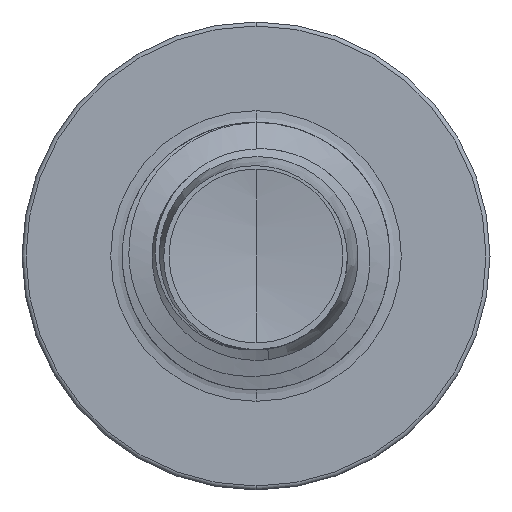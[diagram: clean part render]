
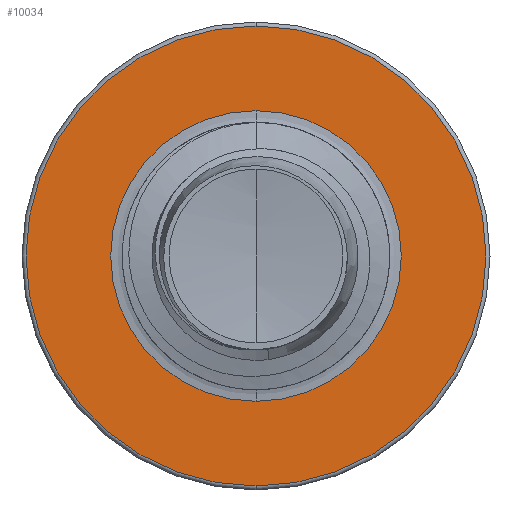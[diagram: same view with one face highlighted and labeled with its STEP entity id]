
A CAD part, front view. The second image highlights one B-rep face of the part: STEP entity #10034.
In plain terms, the highlighted planar face has unit normal (0, -1, 0).
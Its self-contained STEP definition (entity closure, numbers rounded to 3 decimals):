
#260 = DIRECTION ( 'NONE',  ( 0., 0., 1. ) ) ;
#1515 = VERTEX_POINT ( 'NONE', #13082 ) ;
#1889 = DIRECTION ( 'NONE',  ( 0., 0., 1. ) ) ;
#1893 = DIRECTION ( 'NONE',  ( 0., 1., 0. ) ) ;
#1915 = CARTESIAN_POINT ( 'NONE',  ( 0., 6.5, 0. ) ) ;
#1928 = CARTESIAN_POINT ( 'NONE',  ( 0., 6.5, 3.44 ) ) ;
#1935 = CARTESIAN_POINT ( 'NONE',  ( 0., 6.5, -2.174 ) ) ;
#2143 = EDGE_CURVE ( 'NONE', #8469, #13990, #8750, .T. ) ;
#3375 = PLANE ( 'NONE',  #14597 ) ;
#3447 = DIRECTION ( 'NONE',  ( 0., 1., 0. ) ) ;
#3785 = CIRCLE ( 'NONE', #13687, 2.174 ) ;
#3798 = CARTESIAN_POINT ( 'NONE',  ( 0., 6.5, -2.174 ) ) ;
#3943 = AXIS2_PLACEMENT_3D ( 'NONE', #8247, #8230, #8227 ) ;
#4690 = DIRECTION ( 'NONE',  ( 0., 1., 0. ) ) ;
#4891 = CIRCLE ( 'NONE', #9850, 3.44 ) ;
#5931 = AXIS2_PLACEMENT_3D ( 'NONE', #15070, #8608, #260 ) ;
#6943 = FACE_BOUND ( 'NONE', #9613, .T. ) ;
#7060 = FACE_OUTER_BOUND ( 'NONE', #11015, .T. ) ;
#7426 = ORIENTED_EDGE ( 'NONE', *, *, #2143, .F. ) ;
#8043 = CARTESIAN_POINT ( 'NONE',  ( 0., 6.5, -3.44 ) ) ;
#8227 = DIRECTION ( 'NONE',  ( 0., 0., 1. ) ) ;
#8230 = DIRECTION ( 'NONE',  ( 0., 1., 0. ) ) ;
#8247 = CARTESIAN_POINT ( 'NONE',  ( 0., 6.5, 0. ) ) ;
#8304 = EDGE_CURVE ( 'NONE', #1515, #12778, #3785, .T. ) ;
#8469 = VERTEX_POINT ( 'NONE', #1928 ) ;
#8608 = DIRECTION ( 'NONE',  ( 0., 1., 0. ) ) ;
#8719 = CIRCLE ( 'NONE', #5931, 2.174 ) ;
#8750 = CIRCLE ( 'NONE', #3943, 3.44 ) ;
#9613 = EDGE_LOOP ( 'NONE', ( #12915, #14198 ) ) ;
#9850 = AXIS2_PLACEMENT_3D ( 'NONE', #12269, #4690, #13289 ) ;
#10034 = ADVANCED_FACE ( 'NONE', ( #7060, #6943 ), #3375, .F. ) ;
#11015 = EDGE_LOOP ( 'NONE', ( #7426, #11189 ) ) ;
#11189 = ORIENTED_EDGE ( 'NONE', *, *, #15692, .F. ) ;
#12269 = CARTESIAN_POINT ( 'NONE',  ( 0., 6.5, 0. ) ) ;
#12405 = DIRECTION ( 'NONE',  ( 0., 0., 1. ) ) ;
#12778 = VERTEX_POINT ( 'NONE', #3798 ) ;
#12915 = ORIENTED_EDGE ( 'NONE', *, *, #8304, .T. ) ;
#13082 = CARTESIAN_POINT ( 'NONE',  ( 0., 6.5, 2.174 ) ) ;
#13289 = DIRECTION ( 'NONE',  ( 0., 0., 1. ) ) ;
#13687 = AXIS2_PLACEMENT_3D ( 'NONE', #1915, #1893, #1889 ) ;
#13990 = VERTEX_POINT ( 'NONE', #8043 ) ;
#14198 = ORIENTED_EDGE ( 'NONE', *, *, #14202, .T. ) ;
#14202 = EDGE_CURVE ( 'NONE', #12778, #1515, #8719, .T. ) ;
#14597 = AXIS2_PLACEMENT_3D ( 'NONE', #1935, #3447, #12405 ) ;
#15070 = CARTESIAN_POINT ( 'NONE',  ( 0., 6.5, 0. ) ) ;
#15692 = EDGE_CURVE ( 'NONE', #13990, #8469, #4891, .T. ) ;
